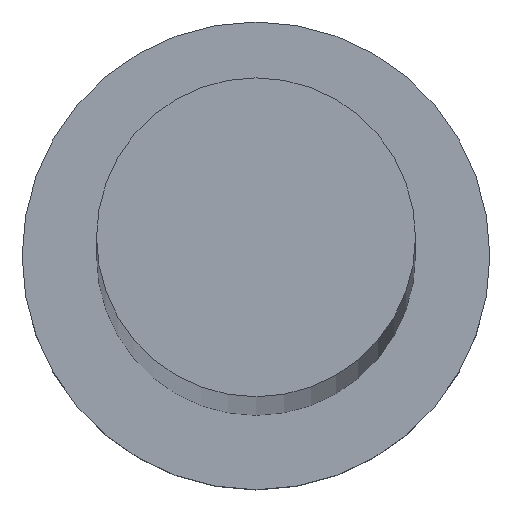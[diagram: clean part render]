
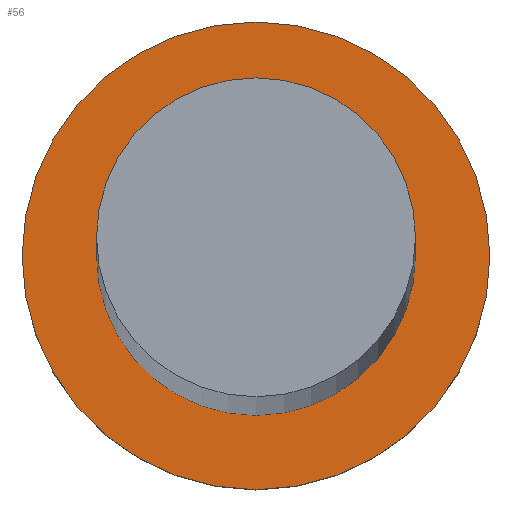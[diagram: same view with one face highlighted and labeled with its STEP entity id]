
A CAD part, top view. The second image highlights one B-rep face of the part: STEP entity #56.
In plain terms, the highlighted planar face has unit normal (0, 0, 1).
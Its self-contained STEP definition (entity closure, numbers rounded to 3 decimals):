
#4 = CARTESIAN_POINT ( 'NONE',  ( 0., 0., 7. ) ) ;
#9 = ORIENTED_EDGE ( 'NONE', *, *, #170, .T. ) ;
#11 = CIRCLE ( 'NONE', #158, 7.5 ) ;
#13 = CIRCLE ( 'NONE', #197, 11. ) ;
#16 = FACE_BOUND ( 'NONE', #187, .T. ) ;
#19 = AXIS2_PLACEMENT_3D ( 'NONE', #127, #76, #148 ) ;
#35 = CIRCLE ( 'NONE', #164, 11. ) ;
#52 = DIRECTION ( 'NONE',  ( 0., 0., 1. ) ) ;
#56 = ADVANCED_FACE ( 'NONE', ( #16, #207 ), #251, .T. ) ;
#58 = ORIENTED_EDGE ( 'NONE', *, *, #221, .F. ) ;
#61 = ORIENTED_EDGE ( 'NONE', *, *, #237, .T. ) ;
#65 = CIRCLE ( 'NONE', #19, 7.5 ) ;
#69 = CARTESIAN_POINT ( 'NONE',  ( -7.5, 0., 7. ) ) ;
#76 = DIRECTION ( 'NONE',  ( 0., 0., 1. ) ) ;
#95 = DIRECTION ( 'NONE',  ( 0., 0., 1. ) ) ;
#97 = DIRECTION ( 'NONE',  ( 1., 0., 0. ) ) ;
#106 = EDGE_CURVE ( 'NONE', #217, #248, #11, .T. ) ;
#114 = CARTESIAN_POINT ( 'NONE',  ( -11., 0., 7. ) ) ;
#119 = ORIENTED_EDGE ( 'NONE', *, *, #106, .F. ) ;
#127 = CARTESIAN_POINT ( 'NONE',  ( 0., 0., 7. ) ) ;
#129 = CARTESIAN_POINT ( 'NONE',  ( 0., 0., 7. ) ) ;
#133 = DIRECTION ( 'NONE',  ( 0., 0., 1. ) ) ;
#142 = VERTEX_POINT ( 'NONE', #114 ) ;
#148 = DIRECTION ( 'NONE',  ( 1., 0., 0. ) ) ;
#152 = DIRECTION ( 'NONE',  ( 1., 0., 0. ) ) ;
#154 = CARTESIAN_POINT ( 'NONE',  ( 0., 0., 7. ) ) ;
#158 = AXIS2_PLACEMENT_3D ( 'NONE', #4, #95, #97 ) ;
#164 = AXIS2_PLACEMENT_3D ( 'NONE', #129, #52, #240 ) ;
#170 = EDGE_CURVE ( 'NONE', #172, #142, #35, .T. ) ;
#172 = VERTEX_POINT ( 'NONE', #245 ) ;
#182 = DIRECTION ( 'NONE',  ( 0., 0., 1. ) ) ;
#186 = CARTESIAN_POINT ( 'NONE',  ( 7.5, 0., 7. ) ) ;
#187 = EDGE_LOOP ( 'NONE', ( #58, #119 ) ) ;
#197 = AXIS2_PLACEMENT_3D ( 'NONE', #225, #182, #238 ) ;
#198 = EDGE_LOOP ( 'NONE', ( #61, #9 ) ) ;
#199 = AXIS2_PLACEMENT_3D ( 'NONE', #154, #133, #152 ) ;
#207 = FACE_OUTER_BOUND ( 'NONE', #198, .T. ) ;
#217 = VERTEX_POINT ( 'NONE', #186 ) ;
#221 = EDGE_CURVE ( 'NONE', #248, #217, #65, .T. ) ;
#225 = CARTESIAN_POINT ( 'NONE',  ( 0., 0., 7. ) ) ;
#237 = EDGE_CURVE ( 'NONE', #142, #172, #13, .T. ) ;
#238 = DIRECTION ( 'NONE',  ( 1., 0., 0. ) ) ;
#240 = DIRECTION ( 'NONE',  ( 1., 0., 0. ) ) ;
#245 = CARTESIAN_POINT ( 'NONE',  ( 11., 0., 7. ) ) ;
#248 = VERTEX_POINT ( 'NONE', #69 ) ;
#251 = PLANE ( 'NONE',  #199 ) ;
